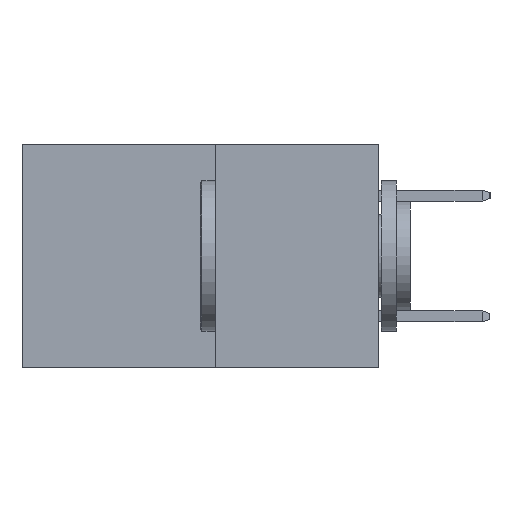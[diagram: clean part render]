
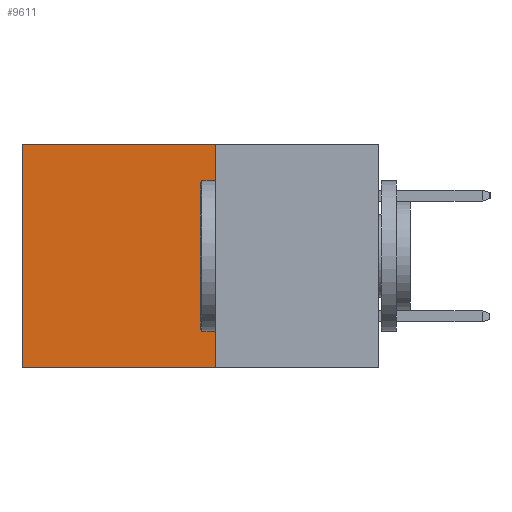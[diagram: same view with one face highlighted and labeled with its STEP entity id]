
A CAD part, left-side view. The second image highlights one B-rep face of the part: STEP entity #9611.
In plain terms, the highlighted planar face has unit normal (-1, 0, 0).
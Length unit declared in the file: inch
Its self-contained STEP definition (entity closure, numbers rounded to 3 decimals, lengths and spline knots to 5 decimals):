
#170 = CARTESIAN_POINT ( 'NONE',  ( 0.277, 0.27, -0.37 ) ) ;
#286 = CARTESIAN_POINT ( 'NONE',  ( 0.277, 0.27, -0.37 ) ) ;
#648 = CARTESIAN_POINT ( 'NONE',  ( 0.277, 0.27, -0.37 ) ) ;
#673 = ORIENTED_EDGE ( 'NONE', *, *, #20188, .T. ) ;
#1232 = VERTEX_POINT ( 'NONE', #9649 ) ;
#1295 = FACE_OUTER_BOUND ( 'NONE', #14548, .T. ) ;
#1348 = ORIENTED_EDGE ( 'NONE', *, *, #9215, .F. ) ;
#1601 = ORIENTED_EDGE ( 'NONE', *, *, #14338, .F. ) ;
#1813 = VECTOR ( 'NONE', #20328, 39.37008 ) ;
#2168 = DIRECTION ( 'NONE',  ( 0., 0., -1. ) ) ;
#2350 = CARTESIAN_POINT ( 'NONE',  ( 0.277, 0.59, -0.37 ) ) ;
#2536 = DIRECTION ( 'NONE',  ( 0., 1., 0. ) ) ;
#5785 = LINE ( 'NONE', #286, #10655 ) ;
#7061 = DIRECTION ( 'NONE',  ( 1., 0., 0. ) ) ;
#8835 = VECTOR ( 'NONE', #22228, 39.37008 ) ;
#9215 = EDGE_CURVE ( 'NONE', #1232, #14196, #5785, .T. ) ;
#9611 = ADVANCED_FACE ( 'NONE', ( #1295 ), #17855, .F. ) ;
#9649 = CARTESIAN_POINT ( 'NONE',  ( 0.277, 0.27, 0. ) ) ;
#9878 = LINE ( 'NONE', #648, #23512 ) ;
#10381 = VERTEX_POINT ( 'NONE', #20414 ) ;
#10655 = VECTOR ( 'NONE', #2168, 39.37008 ) ;
#10909 = EDGE_CURVE ( 'NONE', #10381, #14998, #16488, .T. ) ;
#12430 = CARTESIAN_POINT ( 'NONE',  ( 0.277, 0.27, -0.37 ) ) ;
#14196 = VERTEX_POINT ( 'NONE', #170 ) ;
#14338 = EDGE_CURVE ( 'NONE', #14196, #14998, #9878, .T. ) ;
#14548 = EDGE_LOOP ( 'NONE', ( #16973, #1601, #1348, #673 ) ) ;
#14766 = LINE ( 'NONE', #21807, #8835 ) ;
#14942 = AXIS2_PLACEMENT_3D ( 'NONE', #12430, #7061, #19622 ) ;
#14998 = VERTEX_POINT ( 'NONE', #2350 ) ;
#16488 = LINE ( 'NONE', #18546, #1813 ) ;
#16973 = ORIENTED_EDGE ( 'NONE', *, *, #10909, .T. ) ;
#17855 = PLANE ( 'NONE',  #14942 ) ;
#18546 = CARTESIAN_POINT ( 'NONE',  ( 0.277, 0.59, -0.37 ) ) ;
#19622 = DIRECTION ( 'NONE',  ( 0., 0., -1. ) ) ;
#20188 = EDGE_CURVE ( 'NONE', #1232, #10381, #14766, .T. ) ;
#20328 = DIRECTION ( 'NONE',  ( 0., 0., -1. ) ) ;
#20414 = CARTESIAN_POINT ( 'NONE',  ( 0.277, 0.59, 0. ) ) ;
#21807 = CARTESIAN_POINT ( 'NONE',  ( 0.277, 0.27, 0. ) ) ;
#22228 = DIRECTION ( 'NONE',  ( 0., 1., 0. ) ) ;
#23512 = VECTOR ( 'NONE', #2536, 39.37008 ) ;
